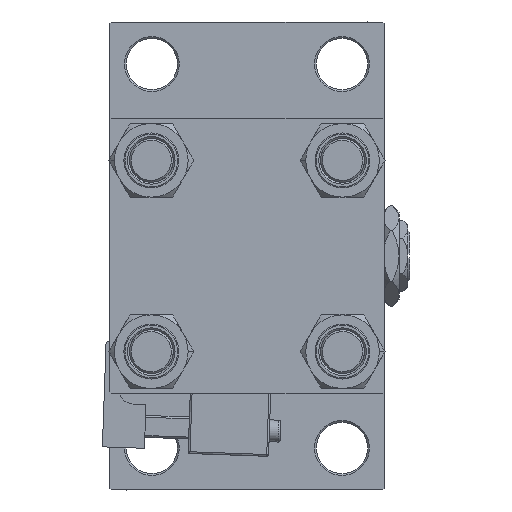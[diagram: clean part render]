
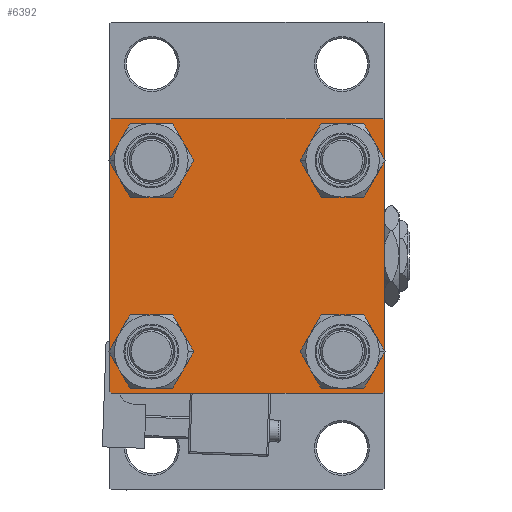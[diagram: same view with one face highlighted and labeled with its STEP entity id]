
A CAD part, left-side view. The second image highlights one B-rep face of the part: STEP entity #6392.
In plain terms, the highlighted planar face has unit normal (-1, 0, 0).
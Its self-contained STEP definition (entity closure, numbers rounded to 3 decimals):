
#34 = DIRECTION ( 'NONE',  ( 1., 0., 0. ) ) ;
#351 = AXIS2_PLACEMENT_3D ( 'NONE', #1061, #41512, #33357 ) ;
#482 = VERTEX_POINT ( 'NONE', #42105 ) ;
#920 = EDGE_CURVE ( 'NONE', #28665, #14194, #17768, .T. ) ;
#1061 = CARTESIAN_POINT ( 'NONE',  ( 0., 26.15, -26.15 ) ) ;
#1734 = ORIENTED_EDGE ( 'NONE', *, *, #47993, .T. ) ;
#2279 = VECTOR ( 'NONE', #5946, 1000. ) ;
#2515 = CARTESIAN_POINT ( 'NONE',  ( 0., 37.5, -37.5 ) ) ;
#2677 = CARTESIAN_POINT ( 'NONE',  ( 0., -37.5, -37. ) ) ;
#2737 = CARTESIAN_POINT ( 'NONE',  ( 0., 26.15, 32.65 ) ) ;
#3051 = DIRECTION ( 'NONE',  ( 1., 0., 0. ) ) ;
#3852 = CARTESIAN_POINT ( 'NONE',  ( 0., 37.25, -37.25 ) ) ;
#4074 = VERTEX_POINT ( 'NONE', #9719 ) ;
#4360 = CARTESIAN_POINT ( 'NONE',  ( 0., -37.5, 37. ) ) ;
#4394 = VECTOR ( 'NONE', #19344, 1000. ) ;
#4601 = CARTESIAN_POINT ( 'NONE',  ( 0., -37.25, -37.25 ) ) ;
#4943 = EDGE_CURVE ( 'NONE', #24127, #4074, #42242, .T. ) ;
#5122 = EDGE_LOOP ( 'NONE', ( #42922, #36110 ) ) ;
#5347 = AXIS2_PLACEMENT_3D ( 'NONE', #37306, #48370, #44426 ) ;
#5711 = LINE ( 'NONE', #21734, #46402 ) ;
#5946 = DIRECTION ( 'NONE',  ( 0., -1., 0. ) ) ;
#6392 = ADVANCED_FACE ( 'NONE', ( #50255, #26861, #26347, #31068, #30291 ), #7166, .T. ) ;
#6442 = LINE ( 'NONE', #2515, #2279 ) ;
#6916 = VECTOR ( 'NONE', #15094, 1000. ) ;
#6992 = LINE ( 'NONE', #27489, #7711 ) ;
#7166 = PLANE ( 'NONE',  #49609 ) ;
#7250 = EDGE_CURVE ( 'NONE', #47508, #13311, #18618, .T. ) ;
#7342 = EDGE_CURVE ( 'NONE', #13311, #47508, #40431, .T. ) ;
#7711 = VECTOR ( 'NONE', #27748, 1000. ) ;
#8345 = VERTEX_POINT ( 'NONE', #29296 ) ;
#9637 = CARTESIAN_POINT ( 'NONE',  ( 0., 37.5, 37. ) ) ;
#9719 = CARTESIAN_POINT ( 'NONE',  ( 0., 26.15, 19.65 ) ) ;
#9897 = VECTOR ( 'NONE', #46717, 1000. ) ;
#10082 = DIRECTION ( 'NONE',  ( 1., 0., 0. ) ) ;
#10232 = VERTEX_POINT ( 'NONE', #20143 ) ;
#10843 = EDGE_LOOP ( 'NONE', ( #43528, #45600 ) ) ;
#10889 = ORIENTED_EDGE ( 'NONE', *, *, #21272, .T. ) ;
#10903 = ORIENTED_EDGE ( 'NONE', *, *, #50451, .T. ) ;
#12277 = ORIENTED_EDGE ( 'NONE', *, *, #37896, .T. ) ;
#13266 = EDGE_CURVE ( 'NONE', #14194, #28665, #35198, .T. ) ;
#13311 = VERTEX_POINT ( 'NONE', #30813 ) ;
#14066 = ORIENTED_EDGE ( 'NONE', *, *, #20945, .T. ) ;
#14194 = VERTEX_POINT ( 'NONE', #45564 ) ;
#15045 = AXIS2_PLACEMENT_3D ( 'NONE', #44408, #34, #35494 ) ;
#15094 = DIRECTION ( 'NONE',  ( 0., 0., -1. ) ) ;
#15444 = VERTEX_POINT ( 'NONE', #2677 ) ;
#17768 = CIRCLE ( 'NONE', #19558, 6.5 ) ;
#17809 = AXIS2_PLACEMENT_3D ( 'NONE', #27992, #3051, #19328 ) ;
#18054 = VECTOR ( 'NONE', #47145, 1000. ) ;
#18618 = CIRCLE ( 'NONE', #21994, 6.5 ) ;
#18741 = DIRECTION ( 'NONE',  ( -1., 0., 0. ) ) ;
#19025 = LINE ( 'NONE', #31357, #6916 ) ;
#19328 = DIRECTION ( 'NONE',  ( 0., 0., 1. ) ) ;
#19344 = DIRECTION ( 'NONE',  ( 0., -0.707, -0.707 ) ) ;
#19558 = AXIS2_PLACEMENT_3D ( 'NONE', #22836, #39122, #38858 ) ;
#19986 = AXIS2_PLACEMENT_3D ( 'NONE', #25916, #50334, #22496 ) ;
#20143 = CARTESIAN_POINT ( 'NONE',  ( 0., -37., 37.5 ) ) ;
#20945 = EDGE_CURVE ( 'NONE', #8345, #25857, #6992, .T. ) ;
#20981 = EDGE_CURVE ( 'NONE', #23332, #35651, #43513, .T. ) ;
#21272 = EDGE_CURVE ( 'NONE', #25857, #23332, #19025, .T. ) ;
#21318 = CARTESIAN_POINT ( 'NONE',  ( 0., 26.15, -32.65 ) ) ;
#21586 = CARTESIAN_POINT ( 'NONE',  ( 0., -26.15, -32.65 ) ) ;
#21734 = CARTESIAN_POINT ( 'NONE',  ( 0., -37.25, 37.25 ) ) ;
#21994 = AXIS2_PLACEMENT_3D ( 'NONE', #29859, #38504, #42470 ) ;
#22046 = CARTESIAN_POINT ( 'NONE',  ( 0., -37.5, 37.5 ) ) ;
#22464 = LINE ( 'NONE', #31119, #18054 ) ;
#22496 = DIRECTION ( 'NONE',  ( 0., 0., 1. ) ) ;
#22836 = CARTESIAN_POINT ( 'NONE',  ( 0., -26.15, 26.15 ) ) ;
#23332 = VERTEX_POINT ( 'NONE', #50140 ) ;
#23510 = LINE ( 'NONE', #4601, #41799 ) ;
#23680 = EDGE_CURVE ( 'NONE', #29089, #10232, #5711, .T. ) ;
#24127 = VERTEX_POINT ( 'NONE', #2737 ) ;
#24424 = ORIENTED_EDGE ( 'NONE', *, *, #47635, .F. ) ;
#25512 = EDGE_LOOP ( 'NONE', ( #10889, #37033, #39296, #34799, #24424, #37659, #51657, #14066 ) ) ;
#25836 = DIRECTION ( 'NONE',  ( 0., 0., 1. ) ) ;
#25857 = VERTEX_POINT ( 'NONE', #9637 ) ;
#25916 = CARTESIAN_POINT ( 'NONE',  ( 0., 26.15, -26.15 ) ) ;
#26287 = CARTESIAN_POINT ( 'NONE',  ( 0., -26.15, 32.65 ) ) ;
#26347 = FACE_BOUND ( 'NONE', #29754, .T. ) ;
#26861 = FACE_BOUND ( 'NONE', #10843, .T. ) ;
#27489 = CARTESIAN_POINT ( 'NONE',  ( 0., 37.25, 37.25 ) ) ;
#27748 = DIRECTION ( 'NONE',  ( 0., 0.707, -0.707 ) ) ;
#27992 = CARTESIAN_POINT ( 'NONE',  ( 0., -26.15, -26.15 ) ) ;
#28513 = AXIS2_PLACEMENT_3D ( 'NONE', #46060, #10082, #25836 ) ;
#28665 = VERTEX_POINT ( 'NONE', #26287 ) ;
#28830 = ORIENTED_EDGE ( 'NONE', *, *, #4943, .T. ) ;
#29089 = VERTEX_POINT ( 'NONE', #4360 ) ;
#29232 = EDGE_LOOP ( 'NONE', ( #28830, #10903 ) ) ;
#29296 = CARTESIAN_POINT ( 'NONE',  ( 0., 37., 37.5 ) ) ;
#29754 = EDGE_LOOP ( 'NONE', ( #1734, #12277 ) ) ;
#29859 = CARTESIAN_POINT ( 'NONE',  ( 0., -26.15, -26.15 ) ) ;
#30291 = FACE_OUTER_BOUND ( 'NONE', #25512, .T. ) ;
#30813 = CARTESIAN_POINT ( 'NONE',  ( 0., -26.15, -19.65 ) ) ;
#31068 = FACE_BOUND ( 'NONE', #29232, .T. ) ;
#31119 = CARTESIAN_POINT ( 'NONE',  ( 0., 37.5, 37.5 ) ) ;
#31357 = CARTESIAN_POINT ( 'NONE',  ( 0., 37.5, 37.5 ) ) ;
#31745 = CIRCLE ( 'NONE', #19986, 6.5 ) ;
#33357 = DIRECTION ( 'NONE',  ( 0., 0., 1. ) ) ;
#34799 = ORIENTED_EDGE ( 'NONE', *, *, #51041, .T. ) ;
#35198 = CIRCLE ( 'NONE', #28513, 6.5 ) ;
#35494 = DIRECTION ( 'NONE',  ( 0., 0., 1. ) ) ;
#35534 = VERTEX_POINT ( 'NONE', #21318 ) ;
#35651 = VERTEX_POINT ( 'NONE', #42577 ) ;
#36110 = ORIENTED_EDGE ( 'NONE', *, *, #13266, .T. ) ;
#36634 = DIRECTION ( 'NONE',  ( 0., -0.707, 0.707 ) ) ;
#37033 = ORIENTED_EDGE ( 'NONE', *, *, #20981, .T. ) ;
#37306 = CARTESIAN_POINT ( 'NONE',  ( 0., 26.15, 26.15 ) ) ;
#37659 = ORIENTED_EDGE ( 'NONE', *, *, #23680, .T. ) ;
#37896 = EDGE_CURVE ( 'NONE', #35534, #38479, #45629, .T. ) ;
#38479 = VERTEX_POINT ( 'NONE', #47325 ) ;
#38504 = DIRECTION ( 'NONE',  ( 1., 0., 0. ) ) ;
#38858 = DIRECTION ( 'NONE',  ( 0., 0., 1. ) ) ;
#39122 = DIRECTION ( 'NONE',  ( 1., 0., 0. ) ) ;
#39296 = ORIENTED_EDGE ( 'NONE', *, *, #44901, .T. ) ;
#39916 = EDGE_CURVE ( 'NONE', #8345, #10232, #22464, .T. ) ;
#40431 = CIRCLE ( 'NONE', #17809, 6.5 ) ;
#41512 = DIRECTION ( 'NONE',  ( 1., 0., 0. ) ) ;
#41799 = VECTOR ( 'NONE', #36634, 1000. ) ;
#42008 = LINE ( 'NONE', #22046, #9897 ) ;
#42105 = CARTESIAN_POINT ( 'NONE',  ( 0., -37., -37.5 ) ) ;
#42242 = CIRCLE ( 'NONE', #5347, 6.5 ) ;
#42392 = DIRECTION ( 'NONE',  ( 0., 0., 1. ) ) ;
#42470 = DIRECTION ( 'NONE',  ( 0., 0., 1. ) ) ;
#42577 = CARTESIAN_POINT ( 'NONE',  ( 0., 37., -37.5 ) ) ;
#42922 = ORIENTED_EDGE ( 'NONE', *, *, #920, .T. ) ;
#43513 = LINE ( 'NONE', #3852, #4394 ) ;
#43528 = ORIENTED_EDGE ( 'NONE', *, *, #7342, .T. ) ;
#44408 = CARTESIAN_POINT ( 'NONE',  ( 0., 26.15, 26.15 ) ) ;
#44426 = DIRECTION ( 'NONE',  ( 0., 0., 1. ) ) ;
#44901 = EDGE_CURVE ( 'NONE', #35651, #482, #6442, .T. ) ;
#45380 = DIRECTION ( 'NONE',  ( 0., 0.707, 0.707 ) ) ;
#45564 = CARTESIAN_POINT ( 'NONE',  ( 0., -26.15, 19.65 ) ) ;
#45600 = ORIENTED_EDGE ( 'NONE', *, *, #7250, .T. ) ;
#45629 = CIRCLE ( 'NONE', #351, 6.5 ) ;
#46060 = CARTESIAN_POINT ( 'NONE',  ( 0., -26.15, 26.15 ) ) ;
#46066 = CIRCLE ( 'NONE', #15045, 6.5 ) ;
#46402 = VECTOR ( 'NONE', #45380, 1000. ) ;
#46717 = DIRECTION ( 'NONE',  ( 0., 0., -1. ) ) ;
#47090 = CARTESIAN_POINT ( 'NONE',  ( 0., 0., 0. ) ) ;
#47145 = DIRECTION ( 'NONE',  ( 0., -1., 0. ) ) ;
#47325 = CARTESIAN_POINT ( 'NONE',  ( 0., 26.15, -19.65 ) ) ;
#47508 = VERTEX_POINT ( 'NONE', #21586 ) ;
#47635 = EDGE_CURVE ( 'NONE', #29089, #15444, #42008, .T. ) ;
#47993 = EDGE_CURVE ( 'NONE', #38479, #35534, #31745, .T. ) ;
#48370 = DIRECTION ( 'NONE',  ( 1., 0., 0. ) ) ;
#49609 = AXIS2_PLACEMENT_3D ( 'NONE', #47090, #18741, #42392 ) ;
#50140 = CARTESIAN_POINT ( 'NONE',  ( 0., 37.5, -37. ) ) ;
#50255 = FACE_BOUND ( 'NONE', #5122, .T. ) ;
#50334 = DIRECTION ( 'NONE',  ( 1., 0., 0. ) ) ;
#50451 = EDGE_CURVE ( 'NONE', #4074, #24127, #46066, .T. ) ;
#51041 = EDGE_CURVE ( 'NONE', #482, #15444, #23510, .T. ) ;
#51657 = ORIENTED_EDGE ( 'NONE', *, *, #39916, .F. ) ;
